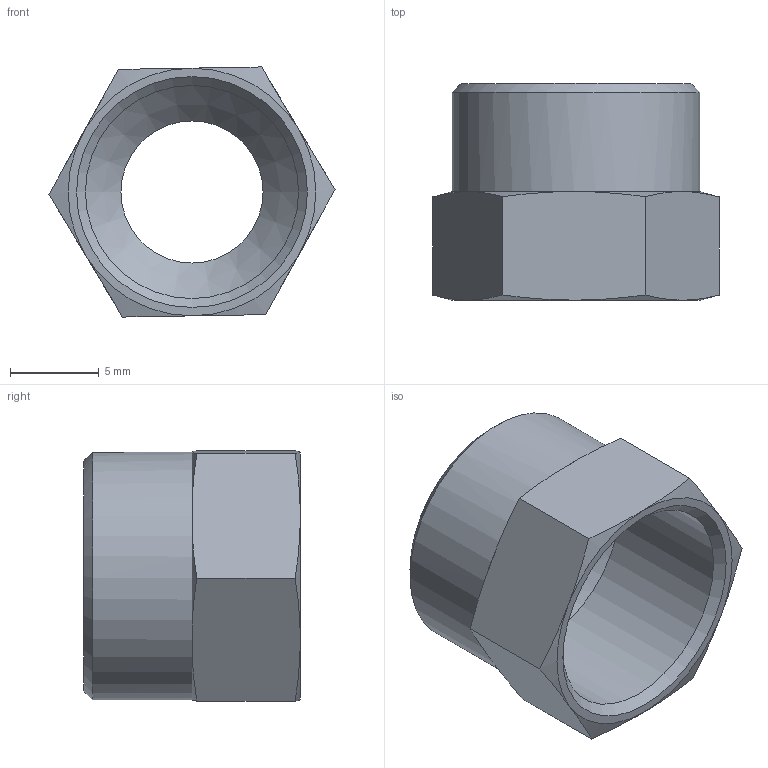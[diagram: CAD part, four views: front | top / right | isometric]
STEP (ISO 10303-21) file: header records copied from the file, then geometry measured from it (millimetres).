
FILE_DESCRIPTION(/* description */ (''),/* implementation_level */ '2;1');
FILE_NAME(/* name */ 'mck_6_es-la.stp',/* time_stamp */ '2017-02-10T12:19:28+01:00',/* author */ ('hamoud'),/* organization */ (''),/* preprocessor_version */ 'ST-DEVELOPER v15.6',/* originating_system */ 'Autodesk Inventor LT ',/* authorisation */ '');
FILE_SCHEMA (('AUTOMOTIVE_DESIGN { 1 0 10303 214 3 1 1 }'));
Length unit declared in the file: millimetre
Products named in the file (1): mck_6_es-la
Bounding box: 16.11 x 12.2 x 14.08 mm (x, y, z)
Volume: 769.9 mm3; surface area: 1142.8 mm2
Topology: 1 solids, 1 shells, 28 faces, 67 edges, 41 vertices
Faces by surface type: plane 14, cone 11, cylinder 3
Full cylindrical faces by diameter (mm): 8 x1, 12 x1, 13.95 x1
Entity records: 756 total; most frequent: CARTESIAN_POINT 161, DIRECTION 118, ORIENTED_EDGE 114, EDGE_CURVE 57, AXIS2_PLACEMENT_3D 50, VERTEX_POINT 39, EDGE_LOOP 38, FACE_OUTER_BOUND 28
